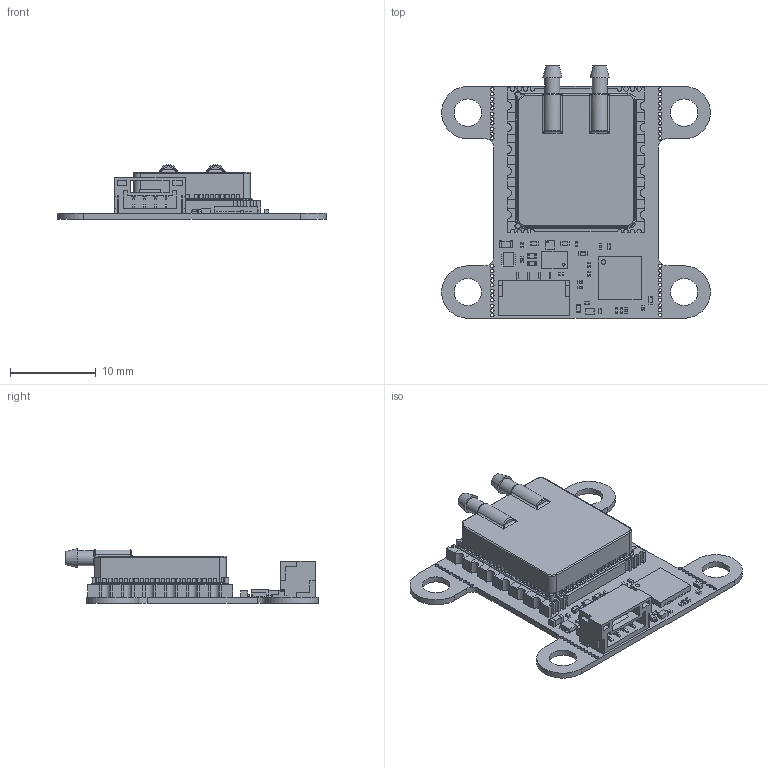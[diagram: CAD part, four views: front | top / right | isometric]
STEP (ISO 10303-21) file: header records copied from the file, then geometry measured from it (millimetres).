
FILE_DESCRIPTION(/* description */ ('STEP AP242 Edition 2','CAx-IF Rec.Pracs.---Representation and Presentation of Product Manufacturing Information (PMI)---4.0---2014-10-13','CAx-IF Rec.Pracs.---3D Tessellated Geometry---0.4---2014-09-14','2;1','CAx-IF Rec.Pracs.---User Defined Attributes---1.5---2016-08-15'),/* implementation_level */ '2;1');
FILE_NAME(/* name */ '6939d4bf304198a08ee5130a',/* time_stamp */ '2025-12-10T20:14:56Z',/* author */ (''),/* organization */ (''),/* preprocessor_version */ 'ST-DEVELOPER v20',/* originating_system */ 'ONSHAPE BY PTC INC, 1.207',/* authorisation */ ' ');
FILE_SCHEMA (('AP242_MANAGED_MODEL_BASED_3D_ENGINEERING_MIM_LF { 1 0 10303 442 3 1 4 }'));
Length unit declared in the file: metre
Products named in the file (1): r0012_as-auav-slim_PCB
Bounding box: 31.3 x 29.4 x 6.39 mm (x, y, z)
Volume: 1261.2 mm3; surface area: 2652 mm2
Topology: 1 solids, 1 shells, 1724 faces, 4931 edges, 3259 vertices
Faces by surface type: plane 1164, cylinder 527, torus 17, bspline 12, cone 4
Full cylindrical faces by diameter (mm): 0.053 x1, 0.2 x1, 0.203 x5, 0.35 x1, 0.4 x44, 0.5 x1, 0.584 x4, 0.635 x2, 0.8 x2, 1.727 x2, 3.2 x4
Entity records: 57984 total; most frequent: CARTESIAN_POINT 10100, ORIENTED_EDGE 9680, DIRECTION 9331, EDGE_CURVE 4840, LINE 3707, VECTOR 3707, VERTEX_POINT 3245, AXIS2_PLACEMENT_3D 2812
